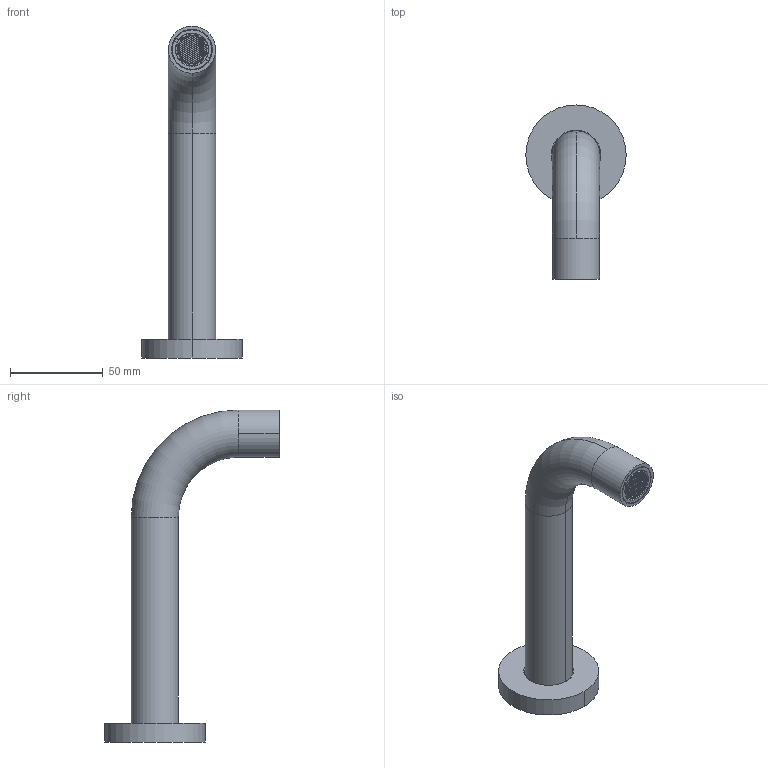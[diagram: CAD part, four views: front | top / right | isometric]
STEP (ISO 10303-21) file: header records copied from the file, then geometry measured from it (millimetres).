
FILE_DESCRIPTION (( 'STEP AP214' ), '1' );
FILE_NAME ('S25WOC160C_shell.STEP', '2018-10-24T23:55:35', ( 'khoa' ), ( '' ), 'SwSTEP 2.0', 'SolidWorks 2016', '' );
FILE_SCHEMA (( 'AUTOMOTIVE_DESIGN' ));
Length unit declared in the file: millimetre
Products named in the file (2): S25WOC160C_shell
Bounding box: 54 x 94 x 178.7 mm (x, y, z)
Volume: 52601.3 mm3; surface area: 38537 mm2
Topology: 1 solids, 2 shells, 1522 faces, 3913 edges, 2606 vertices
Faces by surface type: plane 1423, cylinder 75, cone 20, torus 4
Entity records: 59887 total; most frequent: CARTESIAN_POINT 8067, ORIENTED_EDGE 7826, DIRECTION 7151, EDGE_CURVE 3913, LINE 3707, VECTOR 3707, VERTEX_POINT 2606, EDGE_LOOP 1733
